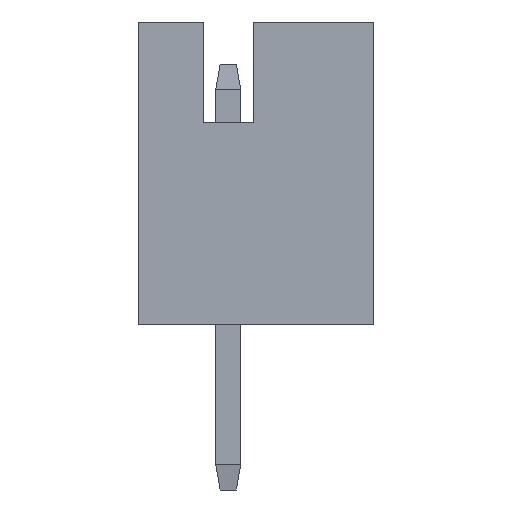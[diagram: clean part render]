
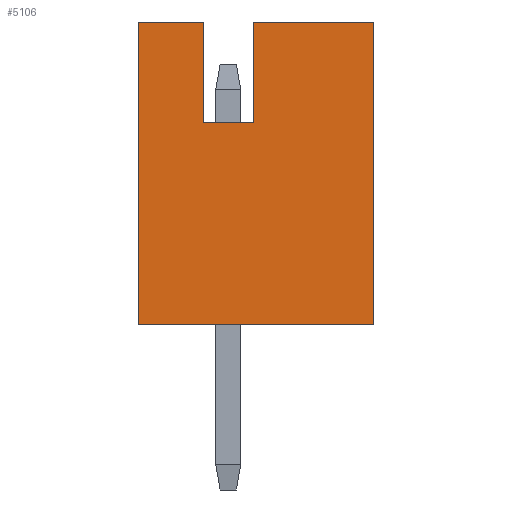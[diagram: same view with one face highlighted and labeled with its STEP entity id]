
A CAD part, left-side view. The second image highlights one B-rep face of the part: STEP entity #5106.
In plain terms, the highlighted planar face has unit normal (-1, 0, 0).
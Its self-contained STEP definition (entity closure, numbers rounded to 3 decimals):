
#342 = CARTESIAN_POINT ( 'NONE',  ( -3., 1.04, -1.325 ) ) ;
#356 = VECTOR ( 'NONE', #11310, 1000. ) ;
#374 = VERTEX_POINT ( 'NONE', #9792 ) ;
#725 = VERTEX_POINT ( 'NONE', #3454 ) ;
#897 = LINE ( 'NONE', #11446, #11769 ) ;
#1045 = CARTESIAN_POINT ( 'NONE',  ( -3., -2.36, -5.375 ) ) ;
#1129 = ORIENTED_EDGE ( 'NONE', *, *, #3016, .F. ) ;
#1136 = CARTESIAN_POINT ( 'NONE',  ( -3., 0.04, -1.325 ) ) ;
#1162 = DIRECTION ( 'NONE',  ( 0., 0., 1. ) ) ;
#1270 = ORIENTED_EDGE ( 'NONE', *, *, #7684, .T. ) ;
#1442 = EDGE_CURVE ( 'NONE', #725, #8521, #897, .T. ) ;
#2276 = ORIENTED_EDGE ( 'NONE', *, *, #9928, .T. ) ;
#2343 = ORIENTED_EDGE ( 'NONE', *, *, #8313, .T. ) ;
#2759 = EDGE_CURVE ( 'NONE', #5544, #13657, #4641, .T. ) ;
#2793 = ORIENTED_EDGE ( 'NONE', *, *, #2862, .F. ) ;
#2803 = CARTESIAN_POINT ( 'NONE',  ( -3., 1.04, 0.675 ) ) ;
#2862 = EDGE_CURVE ( 'NONE', #725, #374, #9110, .T. ) ;
#3016 = EDGE_CURVE ( 'NONE', #13657, #9305, #5087, .T. ) ;
#3453 = DIRECTION ( 'NONE',  ( 0., -1., 0. ) ) ;
#3454 = CARTESIAN_POINT ( 'NONE',  ( -3., 0.04, 0.675 ) ) ;
#3759 = VECTOR ( 'NONE', #3453, 1000. ) ;
#3904 = AXIS2_PLACEMENT_3D ( 'NONE', #11680, #9368, #7173 ) ;
#4366 = DIRECTION ( 'NONE',  ( 0., 0., -1. ) ) ;
#4641 = LINE ( 'NONE', #7074, #8271 ) ;
#4731 = CARTESIAN_POINT ( 'NONE',  ( -3., 2.34, -5.375 ) ) ;
#5087 = LINE ( 'NONE', #9627, #7303 ) ;
#5106 = ADVANCED_FACE ( 'NONE', ( #9572 ), #10480, .F. ) ;
#5122 = CARTESIAN_POINT ( 'NONE',  ( -3., -2.36, 0.675 ) ) ;
#5240 = EDGE_LOOP ( 'NONE', ( #2793, #14015, #14388, #2343, #1129, #13577, #1270, #2276 ) ) ;
#5544 = VERTEX_POINT ( 'NONE', #9034 ) ;
#5590 = CARTESIAN_POINT ( 'NONE',  ( -3., 0.04, -1.325 ) ) ;
#6795 = EDGE_CURVE ( 'NONE', #8521, #13217, #14742, .T. ) ;
#6932 = CARTESIAN_POINT ( 'NONE',  ( -3., 1.04, 0.675 ) ) ;
#7074 = CARTESIAN_POINT ( 'NONE',  ( -3., 2.34, 0.675 ) ) ;
#7173 = DIRECTION ( 'NONE',  ( 0., 0., -1. ) ) ;
#7242 = DIRECTION ( 'NONE',  ( 0., 0., 1. ) ) ;
#7303 = VECTOR ( 'NONE', #13098, 1000. ) ;
#7684 = EDGE_CURVE ( 'NONE', #5544, #10017, #10291, .T. ) ;
#8271 = VECTOR ( 'NONE', #1162, 1000. ) ;
#8313 = EDGE_CURVE ( 'NONE', #13217, #9305, #13032, .T. ) ;
#8521 = VERTEX_POINT ( 'NONE', #5590 ) ;
#8765 = DIRECTION ( 'NONE',  ( 0., 0., 1. ) ) ;
#9034 = CARTESIAN_POINT ( 'NONE',  ( -3., 2.34, -5.375 ) ) ;
#9110 = LINE ( 'NONE', #13641, #3759 ) ;
#9305 = VERTEX_POINT ( 'NONE', #6932 ) ;
#9368 = DIRECTION ( 'NONE',  ( 1., 0., 0. ) ) ;
#9572 = FACE_OUTER_BOUND ( 'NONE', #5240, .T. ) ;
#9627 = CARTESIAN_POINT ( 'NONE',  ( -3., 2.34, 0.675 ) ) ;
#9792 = CARTESIAN_POINT ( 'NONE',  ( -3., -2.36, 0.675 ) ) ;
#9928 = EDGE_CURVE ( 'NONE', #10017, #374, #13051, .T. ) ;
#10017 = VERTEX_POINT ( 'NONE', #1045 ) ;
#10291 = LINE ( 'NONE', #4731, #12752 ) ;
#10480 = PLANE ( 'NONE',  #3904 ) ;
#11310 = DIRECTION ( 'NONE',  ( 0., 1., 0. ) ) ;
#11429 = DIRECTION ( 'NONE',  ( 0., -1., 0. ) ) ;
#11446 = CARTESIAN_POINT ( 'NONE',  ( -3., 0.04, 0.675 ) ) ;
#11680 = CARTESIAN_POINT ( 'NONE',  ( -3., 2.34, 0.675 ) ) ;
#11769 = VECTOR ( 'NONE', #4366, 1000. ) ;
#12752 = VECTOR ( 'NONE', #11429, 1000. ) ;
#13032 = LINE ( 'NONE', #2803, #13667 ) ;
#13051 = LINE ( 'NONE', #5122, #13059 ) ;
#13059 = VECTOR ( 'NONE', #8765, 1000. ) ;
#13098 = DIRECTION ( 'NONE',  ( 0., -1., 0. ) ) ;
#13217 = VERTEX_POINT ( 'NONE', #342 ) ;
#13577 = ORIENTED_EDGE ( 'NONE', *, *, #2759, .F. ) ;
#13641 = CARTESIAN_POINT ( 'NONE',  ( -3., 2.34, 0.675 ) ) ;
#13657 = VERTEX_POINT ( 'NONE', #14555 ) ;
#13667 = VECTOR ( 'NONE', #7242, 1000. ) ;
#14015 = ORIENTED_EDGE ( 'NONE', *, *, #1442, .T. ) ;
#14388 = ORIENTED_EDGE ( 'NONE', *, *, #6795, .T. ) ;
#14555 = CARTESIAN_POINT ( 'NONE',  ( -3., 2.34, 0.675 ) ) ;
#14742 = LINE ( 'NONE', #1136, #356 ) ;
